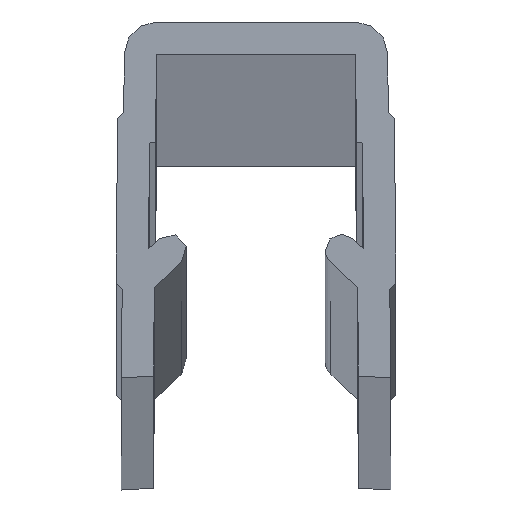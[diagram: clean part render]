
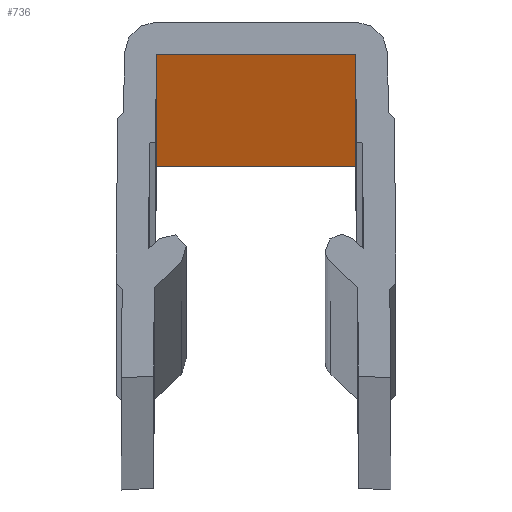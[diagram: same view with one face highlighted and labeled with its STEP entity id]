
A CAD part, top view. The second image highlights one B-rep face of the part: STEP entity #736.
In plain terms, the highlighted planar face has unit normal (0, -1, 0).
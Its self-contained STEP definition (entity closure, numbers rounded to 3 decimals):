
#38 = CARTESIAN_POINT ( 'NONE',  ( -3.1, 4.5, 1000. ) ) ;
#86 = EDGE_CURVE ( 'NONE', #731, #1042, #504, .T. ) ;
#118 = ORIENTED_EDGE ( 'NONE', *, *, #171, .F. ) ;
#171 = EDGE_CURVE ( 'NONE', #389, #731, #604, .T. ) ;
#265 = CARTESIAN_POINT ( 'NONE',  ( -3.1, 4.5, 1000. ) ) ;
#325 = FACE_OUTER_BOUND ( 'NONE', #662, .T. ) ;
#328 = AXIS2_PLACEMENT_3D ( 'NONE', #509, #746, #845 ) ;
#389 = VERTEX_POINT ( 'NONE', #38 ) ;
#396 = VECTOR ( 'NONE', #835, 1000. ) ;
#401 = CARTESIAN_POINT ( 'NONE',  ( 3.1, 4.5, 1000. ) ) ;
#431 = CARTESIAN_POINT ( 'NONE',  ( -3.1, 4.5, 1000. ) ) ;
#447 = DIRECTION ( 'NONE',  ( 1., 0., 0. ) ) ;
#465 = VERTEX_POINT ( 'NONE', #608 ) ;
#504 = LINE ( 'NONE', #1088, #396 ) ;
#509 = CARTESIAN_POINT ( 'NONE',  ( -3.1, 4.5, 1000. ) ) ;
#532 = ORIENTED_EDGE ( 'NONE', *, *, #86, .F. ) ;
#550 = CARTESIAN_POINT ( 'NONE',  ( -3.1, 4.5, -1000. ) ) ;
#554 = EDGE_CURVE ( 'NONE', #389, #465, #702, .T. ) ;
#604 = LINE ( 'NONE', #431, #690 ) ;
#608 = CARTESIAN_POINT ( 'NONE',  ( -3.1, 4.5, -1000. ) ) ;
#622 = LINE ( 'NONE', #550, #796 ) ;
#662 = EDGE_LOOP ( 'NONE', ( #902, #532, #118, #895 ) ) ;
#684 = CARTESIAN_POINT ( 'NONE',  ( 3.1, 4.5, -1000. ) ) ;
#690 = VECTOR ( 'NONE', #447, 1000. ) ;
#702 = LINE ( 'NONE', #265, #918 ) ;
#731 = VERTEX_POINT ( 'NONE', #401 ) ;
#736 = ADVANCED_FACE ( 'NONE', ( #325 ), #927, .F. ) ;
#746 = DIRECTION ( 'NONE',  ( 0., 1., 0. ) ) ;
#796 = VECTOR ( 'NONE', #958, 1000. ) ;
#835 = DIRECTION ( 'NONE',  ( 0., 0., -1. ) ) ;
#845 = DIRECTION ( 'NONE',  ( -1., 0., 0. ) ) ;
#895 = ORIENTED_EDGE ( 'NONE', *, *, #554, .T. ) ;
#902 = ORIENTED_EDGE ( 'NONE', *, *, #1050, .T. ) ;
#918 = VECTOR ( 'NONE', #1028, 1000. ) ;
#927 = PLANE ( 'NONE',  #328 ) ;
#958 = DIRECTION ( 'NONE',  ( 1., 0., 0. ) ) ;
#1028 = DIRECTION ( 'NONE',  ( 0., 0., -1. ) ) ;
#1042 = VERTEX_POINT ( 'NONE', #684 ) ;
#1050 = EDGE_CURVE ( 'NONE', #465, #1042, #622, .T. ) ;
#1088 = CARTESIAN_POINT ( 'NONE',  ( 3.1, 4.5, 1000. ) ) ;
